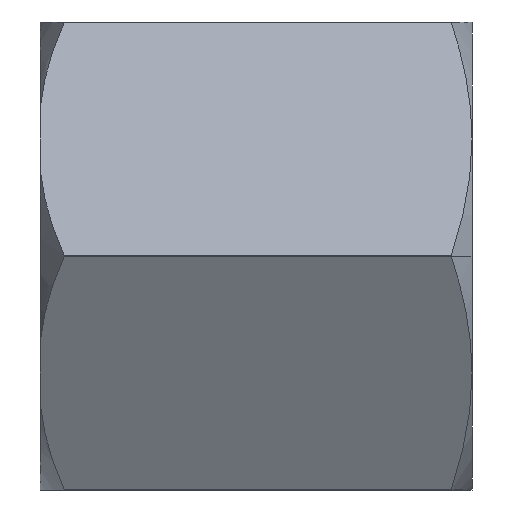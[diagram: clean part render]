
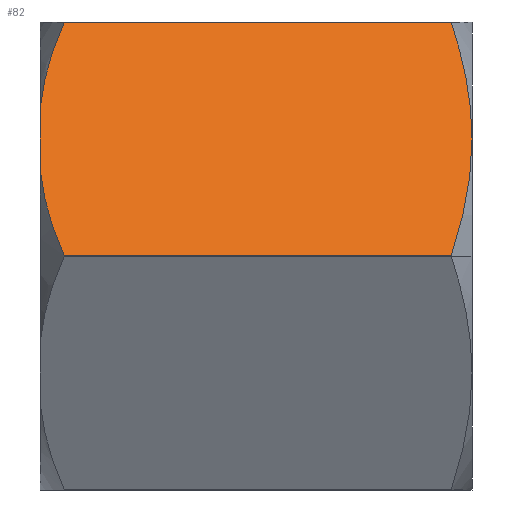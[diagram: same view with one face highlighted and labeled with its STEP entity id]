
A CAD part, left-side view. The second image highlights one B-rep face of the part: STEP entity #82.
In plain terms, the highlighted planar face has unit normal (-0.866, 0, 0.5).
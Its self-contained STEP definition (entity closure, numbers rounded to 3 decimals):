
#82=ADVANCED_FACE('',(#126),#127,.F.);
#126=FACE_OUTER_BOUND('',#200,.T.);
#127=PLANE('',#201);
#200=EDGE_LOOP('',(#309,#310,#311,#312,#313,#314,#315));
#201=AXIS2_PLACEMENT_3D('',#316,#317,#318);
#309=ORIENTED_EDGE('',*,*,#572,.F.);
#310=ORIENTED_EDGE('',*,*,#573,.F.);
#311=ORIENTED_EDGE('',*,*,#574,.F.);
#312=ORIENTED_EDGE('',*,*,#575,.F.);
#313=ORIENTED_EDGE('',*,*,#576,.F.);
#314=ORIENTED_EDGE('',*,*,#577,.F.);
#315=ORIENTED_EDGE('',*,*,#578,.F.);
#316=CARTESIAN_POINT('',(-7.506,0.0,0.));
#317=DIRECTION('',(0.866,0.0,-0.5));
#318=DIRECTION('',(-0.5,0.0,-0.866));
#572=EDGE_CURVE('',#682,#683,#684,.T.);
#573=EDGE_CURVE('',#685,#682,#686,.T.);
#574=EDGE_CURVE('',#687,#685,#688,.T.);
#575=EDGE_CURVE('',#689,#687,#690,.T.);
#576=EDGE_CURVE('',#691,#689,#692,.T.);
#577=EDGE_CURVE('',#693,#691,#694,.T.);
#578=EDGE_CURVE('',#683,#693,#695,.T.);
#682=VERTEX_POINT('',#858);
#683=VERTEX_POINT('',#859);
#684=CIRCLE('',#860,10.087);
#685=VERTEX_POINT('',#861);
#686=LINE('',#862,#863);
#687=VERTEX_POINT('',#864);
#688=CIRCLE('',#865,10.087);
#689=VERTEX_POINT('',#866);
#690=LINE('',#867,#868);
#691=VERTEX_POINT('',#869);
#692=(B_SPLINE_CURVE(2,(#871,#872,#873),.UNSPECIFIED.,.F.,.F.)B_SPLINE_CURVE_WITH_KNOTS((3,3),(3.796,7.591),.UNSPECIFIED.)RATIONAL_B_SPLINE_CURVE((1.0,1.038,1.0))BOUNDED_CURVE()REPRESENTATION_ITEM('')GEOMETRIC_REPRESENTATION_ITEM()CURVE());
#693=VERTEX_POINT('',#880);
#694=(B_SPLINE_CURVE(2,(#882,#883,#884),.UNSPECIFIED.,.F.,.F.)B_SPLINE_CURVE_WITH_KNOTS((3,3),(0.0,3.796),.UNSPECIFIED.)RATIONAL_B_SPLINE_CURVE((1.0,1.038,1.0))BOUNDED_CURVE()REPRESENTATION_ITEM('')GEOMETRIC_REPRESENTATION_ITEM()CURVE());
#695=LINE('',#891,#892);
#858=CARTESIAN_POINT('',(-5.142,12.0,4.093));
#859=CARTESIAN_POINT('',(-3.758,11.327,6.49));
#860=AXIS2_PLACEMENT_3D('',#1108,#1109,#1110);
#861=CARTESIAN_POINT('',(-6.116,12.0,2.407));
#862=CARTESIAN_POINT('',(-7.228,12.0,0.48));
#863=VECTOR('',#1111,1.0);
#864=CARTESIAN_POINT('',(-7.5,11.327,0.01));
#865=AXIS2_PLACEMENT_3D('',#1112,#1113,#1114);
#866=CARTESIAN_POINT('',(-7.5,0.577,0.01));
#867=CARTESIAN_POINT('',(-7.5,5.952,0.01));
#868=VECTOR('',#1115,1.0);
#869=CARTESIAN_POINT('',(-5.629,0.,3.25));
#871=CARTESIAN_POINT('',(-5.629,0.,3.25));
#872=CARTESIAN_POINT('',(-6.498,0.,1.746));
#873=CARTESIAN_POINT('',(-7.5,0.577,0.01));
#880=CARTESIAN_POINT('',(-3.758,0.577,6.49));
#882=CARTESIAN_POINT('',(-3.758,0.577,6.49));
#883=CARTESIAN_POINT('',(-4.761,0.,4.754));
#884=CARTESIAN_POINT('',(-5.629,0.,3.25));
#891=CARTESIAN_POINT('',(-3.758,5.952,6.49));
#892=VECTOR('',#1116,1.0);
#1108=CARTESIAN_POINT('',(-5.629,1.96,3.25));
#1109=DIRECTION('',(0.866,0.0,-0.5));
#1110=DIRECTION('',(0.5,0.0,0.866));
#1111=DIRECTION('',(0.5,0.,0.866));
#1112=CARTESIAN_POINT('',(-5.629,1.96,3.25));
#1113=DIRECTION('',(0.866,0.0,-0.5));
#1114=DIRECTION('',(0.5,0.0,0.866));
#1115=DIRECTION('',(0.,1.0,0.0));
#1116=DIRECTION('',(0.,-1.0,0.0));
